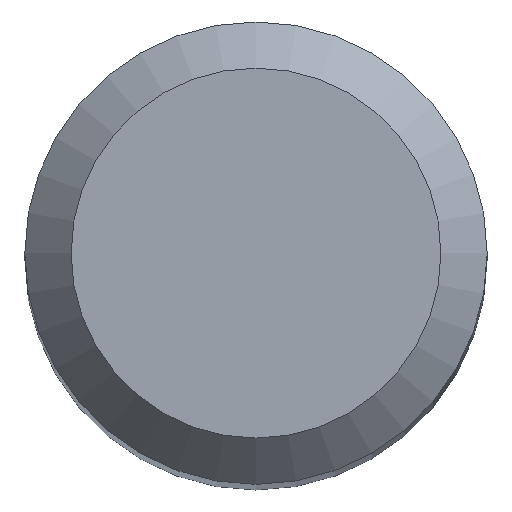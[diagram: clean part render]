
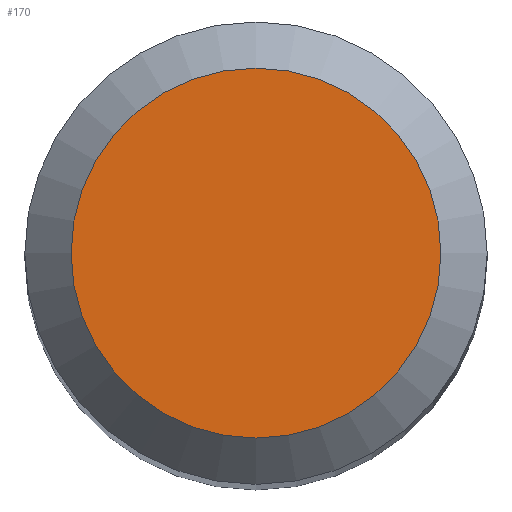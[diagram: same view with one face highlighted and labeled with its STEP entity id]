
A CAD part, top view. The second image highlights one B-rep face of the part: STEP entity #170.
In plain terms, the highlighted planar face has unit normal (0, 0, 1).
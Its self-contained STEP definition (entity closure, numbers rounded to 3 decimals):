
#22 = DIRECTION ( 'NONE',  ( 0., 1., 0. ) ) ;
#27 = DIRECTION ( 'NONE',  ( 0., 0., -1. ) ) ;
#36 = PLANE ( 'NONE',  #133 ) ;
#56 = CARTESIAN_POINT ( 'NONE',  ( 0., 0., 50. ) ) ;
#93 = FACE_OUTER_BOUND ( 'NONE', #189, .T. ) ;
#105 = CARTESIAN_POINT ( 'NONE',  ( 0., 2., 50. ) ) ;
#106 = DIRECTION ( 'NONE',  ( 0., 1., 0. ) ) ;
#110 = VERTEX_POINT ( 'NONE', #105 ) ;
#113 = ORIENTED_EDGE ( 'NONE', *, *, #124, .F. ) ;
#114 = CIRCLE ( 'NONE', #129, 2. ) ;
#124 = EDGE_CURVE ( 'NONE', #110, #110, #114, .T. ) ;
#129 = AXIS2_PLACEMENT_3D ( 'NONE', #163, #183, #22 ) ;
#133 = AXIS2_PLACEMENT_3D ( 'NONE', #56, #27, #106 ) ;
#163 = CARTESIAN_POINT ( 'NONE',  ( 0., 0., 50. ) ) ;
#170 = ADVANCED_FACE ( 'NONE', ( #93 ), #36, .F. ) ;
#183 = DIRECTION ( 'NONE',  ( 0., 0., -1. ) ) ;
#189 = EDGE_LOOP ( 'NONE', ( #113 ) ) ;
